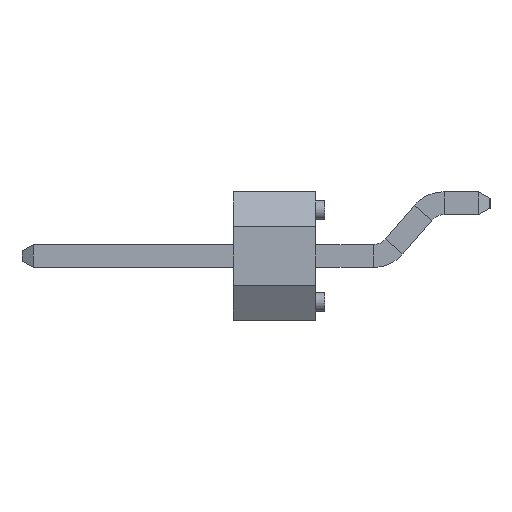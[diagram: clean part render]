
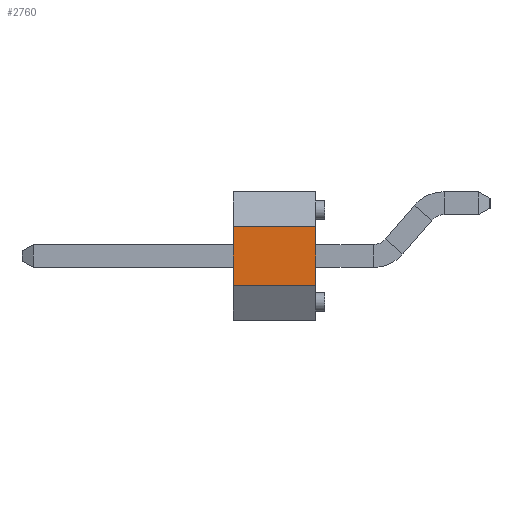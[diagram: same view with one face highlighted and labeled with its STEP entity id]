
A CAD part, left-side view. The second image highlights one B-rep face of the part: STEP entity #2760.
In plain terms, the highlighted planar face has unit normal (-1, 0, 0).
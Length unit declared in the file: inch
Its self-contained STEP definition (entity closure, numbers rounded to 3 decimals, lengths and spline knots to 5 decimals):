
#497 = LINE ( 'NONE', #1677, #9419 ) ;
#616 = DIRECTION ( 'NONE',  ( 0., 0., 1. ) ) ;
#1497 = EDGE_CURVE ( 'NONE', #2334, #19320, #22889, .T. ) ;
#1548 = DIRECTION ( 'NONE',  ( 0., 0., 1. ) ) ;
#1659 = VECTOR ( 'NONE', #10210, 39.37008 ) ;
#1677 = CARTESIAN_POINT ( 'NONE',  ( -1.8, -0.09, -0.032 ) ) ;
#2119 = ORIENTED_EDGE ( 'NONE', *, *, #17405, .T. ) ;
#2299 = VECTOR ( 'NONE', #1548, 39.37008 ) ;
#2334 = VERTEX_POINT ( 'NONE', #6722 ) ;
#2760 = ADVANCED_FACE ( 'NONE', ( #3853 ), #18841, .T. ) ;
#3394 = ORIENTED_EDGE ( 'NONE', *, *, #1497, .F. ) ;
#3853 = FACE_OUTER_BOUND ( 'NONE', #16390, .T. ) ;
#4137 = CARTESIAN_POINT ( 'NONE',  ( -1.8, 0., 0.07 ) ) ;
#4865 = AXIS2_PLACEMENT_3D ( 'NONE', #8104, #22462, #11763 ) ;
#5285 = DIRECTION ( 'NONE',  ( 0., 1., 0. ) ) ;
#6419 = LINE ( 'NONE', #17299, #1659 ) ;
#6722 = CARTESIAN_POINT ( 'NONE',  ( -1.8, 0., -0.032 ) ) ;
#8104 = CARTESIAN_POINT ( 'NONE',  ( -1.8, -0.09, 0.07 ) ) ;
#9419 = VECTOR ( 'NONE', #5285, 39.37008 ) ;
#9636 = VERTEX_POINT ( 'NONE', #22588 ) ;
#10210 = DIRECTION ( 'NONE',  ( 0., 1., 0. ) ) ;
#11754 = CARTESIAN_POINT ( 'NONE',  ( -1.8, 0., 0.032 ) ) ;
#11763 = DIRECTION ( 'NONE',  ( 0., 0., 1. ) ) ;
#12393 = ORIENTED_EDGE ( 'NONE', *, *, #22126, .T. ) ;
#13397 = VECTOR ( 'NONE', #616, 39.37008 ) ;
#14051 = CARTESIAN_POINT ( 'NONE',  ( -1.8, -0.09, 0.07 ) ) ;
#14648 = VERTEX_POINT ( 'NONE', #17798 ) ;
#16390 = EDGE_LOOP ( 'NONE', ( #18812, #2119, #12393, #3394 ) ) ;
#17299 = CARTESIAN_POINT ( 'NONE',  ( -1.8, -0.09, 0.032 ) ) ;
#17405 = EDGE_CURVE ( 'NONE', #14648, #9636, #20701, .T. ) ;
#17798 = CARTESIAN_POINT ( 'NONE',  ( -1.8, -0.09, -0.032 ) ) ;
#18812 = ORIENTED_EDGE ( 'NONE', *, *, #19522, .F. ) ;
#18841 = PLANE ( 'NONE',  #4865 ) ;
#19320 = VERTEX_POINT ( 'NONE', #11754 ) ;
#19522 = EDGE_CURVE ( 'NONE', #14648, #2334, #497, .T. ) ;
#20701 = LINE ( 'NONE', #14051, #2299 ) ;
#22126 = EDGE_CURVE ( 'NONE', #9636, #19320, #6419, .T. ) ;
#22462 = DIRECTION ( 'NONE',  ( -1., 0., 0. ) ) ;
#22588 = CARTESIAN_POINT ( 'NONE',  ( -1.8, -0.09, 0.032 ) ) ;
#22889 = LINE ( 'NONE', #4137, #13397 ) ;
